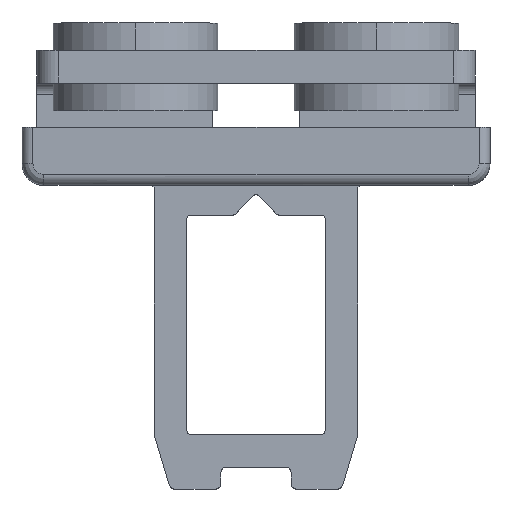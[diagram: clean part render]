
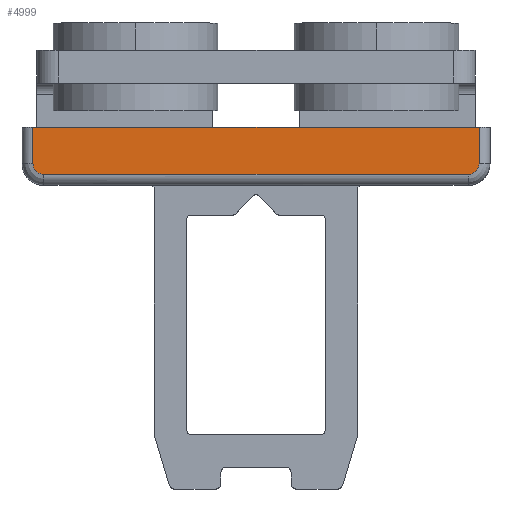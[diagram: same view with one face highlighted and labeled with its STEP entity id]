
A CAD part, top view. The second image highlights one B-rep face of the part: STEP entity #4999.
In plain terms, the highlighted face is planar.
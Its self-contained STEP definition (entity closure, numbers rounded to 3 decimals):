
#37 = DIRECTION ( 'NONE',  ( 0., 0., -1. ) ) ;
#48 = CARTESIAN_POINT ( 'NONE',  ( 2.55, 0., 1. ) ) ;
#53 = DIRECTION ( 'NONE',  ( 0., -1., 0. ) ) ;
#213 = CARTESIAN_POINT ( 'NONE',  ( 2.55, 20.145, 1.39 ) ) ;
#222 = CARTESIAN_POINT ( 'NONE',  ( 2.55, -19.672, 1.051 ) ) ;
#228 = CARTESIAN_POINT ( 'NONE',  ( 2.55, 19.415, 1. ) ) ;
#244 = CARTESIAN_POINT ( 'NONE',  ( 2.55, -20.274, 1.617 ) ) ;
#407 = CARTESIAN_POINT ( 'NONE',  ( 2.55, -20.35, 5.3 ) ) ;
#560 = EDGE_CURVE ( 'NONE', #3403, #4973, #4280, .T. ) ;
#660 = CARTESIAN_POINT ( 'NONE',  ( 2.55, 20.057, 1.293 ) ) ;
#678 = CARTESIAN_POINT ( 'NONE',  ( 2.55, -19.793, 1.101 ) ) ;
#691 = CARTESIAN_POINT ( 'NONE',  ( 2.55, -20.318, 1.741 ) ) ;
#790 = FACE_OUTER_BOUND ( 'NONE', #4137, .T. ) ;
#1001 = VECTOR ( 'NONE', #3369, 1000. ) ;
#1082 = CARTESIAN_POINT ( 'NONE',  ( 2.55, 20.344, 1.869 ) ) ;
#1097 = CARTESIAN_POINT ( 'NONE',  ( 2.55, -19.415, 1. ) ) ;
#1102 = CARTESIAN_POINT ( 'NONE',  ( 2.55, 19.96, 1.205 ) ) ;
#1114 = CARTESIAN_POINT ( 'NONE',  ( 2.55, -19.906, 1.169 ) ) ;
#1133 = CARTESIAN_POINT ( 'NONE',  ( 2.55, -20.344, 1.869 ) ) ;
#1324 = ORIENTED_EDGE ( 'NONE', *, *, #4975, .F. ) ;
#1459 = CARTESIAN_POINT ( 'NONE',  ( 2.55, 20.35, 5.3 ) ) ;
#1520 = CARTESIAN_POINT ( 'NONE',  ( 2.55, 20.331, 1.805 ) ) ;
#1539 = CARTESIAN_POINT ( 'NONE',  ( 2.55, 19.851, 1.132 ) ) ;
#1541 = VECTOR ( 'NONE', #2251, 1000. ) ;
#1542 = CARTESIAN_POINT ( 'NONE',  ( 2.55, 20.35, 2. ) ) ;
#1555 = CARTESIAN_POINT ( 'NONE',  ( 2.55, -20.011, 1.247 ) ) ;
#1578 = CARTESIAN_POINT ( 'NONE',  ( 2.55, -20.35, 2. ) ) ;
#1594 = DIRECTION ( 'NONE',  ( 0., 0., 1. ) ) ;
#1649 = VERTEX_POINT ( 'NONE', #1459 ) ;
#1747 = EDGE_CURVE ( 'NONE', #4741, #4878, #2168, .T. ) ;
#1965 = CARTESIAN_POINT ( 'NONE',  ( 2.55, 20.299, 1.678 ) ) ;
#1978 = CARTESIAN_POINT ( 'NONE',  ( 2.55, -19.35, 1. ) ) ;
#1986 = CARTESIAN_POINT ( 'NONE',  ( 2.55, 19.733, 1.076 ) ) ;
#1997 = CARTESIAN_POINT ( 'NONE',  ( 2.55, -20.103, 1.339 ) ) ;
#2122 = B_SPLINE_CURVE_WITH_KNOTS ( 'NONE', 3,
 ( #1978, #1097, #2415, #5475, #2865, #222, #3308, #678, #3748, #1114, #4181, #1555, #4617, #1997, #5057, #2435, #5491, #2884, #244, #3325, #691, #3772, #1133, #4200, #1578 ),
 .UNSPECIFIED., .F., .F.,
 ( 4, 3, 3, 3, 3, 3, 3, 3, 4 ),
 ( 0., 0.125, 0.25, 0.375, 0.5, 0.625, 0.75, 0.875, 1. ),
 .UNSPECIFIED. ) ;
#2134 = EDGE_CURVE ( 'NONE', #1649, #3403, #4854, .T. ) ;
#2162 = LINE ( 'NONE', #2479, #1001 ) ;
#2168 = B_SPLINE_CURVE_WITH_KNOTS ( 'NONE', 3,
 ( #4147, #3717, #1082, #1520, #4590, #1965, #5021, #2402, #5459, #2852, #213, #3295, #660, #3735, #1102, #4166, #1539, #4605, #1986, #5041, #2421, #5479, #2872, #228, #3311 ),
 .UNSPECIFIED., .F., .F.,
 ( 4, 3, 3, 3, 3, 3, 3, 3, 4 ),
 ( 0., 0.125, 0.25, 0.375, 0.5, 0.625, 0.75, 0.875, 1. ),
 .UNSPECIFIED. ) ;
#2251 = DIRECTION ( 'NONE',  ( 0., 1., 0. ) ) ;
#2402 = CARTESIAN_POINT ( 'NONE',  ( 2.55, 20.249, 1.557 ) ) ;
#2415 = CARTESIAN_POINT ( 'NONE',  ( 2.55, -19.481, 1.006 ) ) ;
#2416 = VECTOR ( 'NONE', #53, 1000. ) ;
#2421 = CARTESIAN_POINT ( 'NONE',  ( 2.55, 19.609, 1.032 ) ) ;
#2435 = CARTESIAN_POINT ( 'NONE',  ( 2.55, -20.181, 1.444 ) ) ;
#2436 = ORIENTED_EDGE ( 'NONE', *, *, #2134, .T. ) ;
#2460 = CARTESIAN_POINT ( 'NONE',  ( 2.55, -20.35, 1. ) ) ;
#2479 = CARTESIAN_POINT ( 'NONE',  ( 2.55, 20.35, 3.15 ) ) ;
#2595 = ORIENTED_EDGE ( 'NONE', *, *, #3128, .F. ) ;
#2661 = ORIENTED_EDGE ( 'NONE', *, *, #1747, .F. ) ;
#2852 = CARTESIAN_POINT ( 'NONE',  ( 2.55, 20.181, 1.444 ) ) ;
#2853 = LINE ( 'NONE', #48, #1541 ) ;
#2865 = CARTESIAN_POINT ( 'NONE',  ( 2.55, -19.609, 1.032 ) ) ;
#2872 = CARTESIAN_POINT ( 'NONE',  ( 2.55, 19.481, 1.006 ) ) ;
#2884 = CARTESIAN_POINT ( 'NONE',  ( 2.55, -20.249, 1.557 ) ) ;
#3053 = CARTESIAN_POINT ( 'NONE',  ( 2.55, -19.35, 1. ) ) ;
#3128 = EDGE_CURVE ( 'NONE', #1649, #4741, #2162, .T. ) ;
#3295 = CARTESIAN_POINT ( 'NONE',  ( 2.55, 20.103, 1.339 ) ) ;
#3308 = CARTESIAN_POINT ( 'NONE',  ( 2.55, -19.733, 1.076 ) ) ;
#3311 = CARTESIAN_POINT ( 'NONE',  ( 2.55, 19.35, 1. ) ) ;
#3325 = CARTESIAN_POINT ( 'NONE',  ( 2.55, -20.299, 1.678 ) ) ;
#3347 = PLANE ( 'NONE',  #3943 ) ;
#3369 = DIRECTION ( 'NONE',  ( 0., 0., -1. ) ) ;
#3403 = VERTEX_POINT ( 'NONE', #407 ) ;
#3552 = CARTESIAN_POINT ( 'NONE',  ( 2.55, -20.35, 3.65 ) ) ;
#3665 = CARTESIAN_POINT ( 'NONE',  ( 2.55, 19.35, 1. ) ) ;
#3717 = CARTESIAN_POINT ( 'NONE',  ( 2.55, 20.35, 1.935 ) ) ;
#3730 = CARTESIAN_POINT ( 'NONE',  ( 2.55, -20.35, 2. ) ) ;
#3735 = CARTESIAN_POINT ( 'NONE',  ( 2.55, 20.011, 1.247 ) ) ;
#3748 = CARTESIAN_POINT ( 'NONE',  ( 2.55, -19.851, 1.132 ) ) ;
#3772 = CARTESIAN_POINT ( 'NONE',  ( 2.55, -20.331, 1.805 ) ) ;
#3943 = AXIS2_PLACEMENT_3D ( 'NONE', #2460, #4213, #1594 ) ;
#4137 = EDGE_LOOP ( 'NONE', ( #5598, #2661, #2595, #2436, #4298, #1324 ) ) ;
#4147 = CARTESIAN_POINT ( 'NONE',  ( 2.55, 20.35, 2. ) ) ;
#4166 = CARTESIAN_POINT ( 'NONE',  ( 2.55, 19.906, 1.169 ) ) ;
#4181 = CARTESIAN_POINT ( 'NONE',  ( 2.55, -19.96, 1.205 ) ) ;
#4200 = CARTESIAN_POINT ( 'NONE',  ( 2.55, -20.35, 1.935 ) ) ;
#4213 = DIRECTION ( 'NONE',  ( -1., 0., 0. ) ) ;
#4280 = LINE ( 'NONE', #3552, #5452 ) ;
#4298 = ORIENTED_EDGE ( 'NONE', *, *, #560, .T. ) ;
#4386 = EDGE_CURVE ( 'NONE', #4714, #4878, #2853, .T. ) ;
#4422 = CARTESIAN_POINT ( 'NONE',  ( 2.55, 0., 5.3 ) ) ;
#4590 = CARTESIAN_POINT ( 'NONE',  ( 2.55, 20.318, 1.741 ) ) ;
#4605 = CARTESIAN_POINT ( 'NONE',  ( 2.55, 19.793, 1.101 ) ) ;
#4617 = CARTESIAN_POINT ( 'NONE',  ( 2.55, -20.057, 1.293 ) ) ;
#4714 = VERTEX_POINT ( 'NONE', #3053 ) ;
#4741 = VERTEX_POINT ( 'NONE', #1542 ) ;
#4854 = LINE ( 'NONE', #4422, #2416 ) ;
#4878 = VERTEX_POINT ( 'NONE', #3665 ) ;
#4973 = VERTEX_POINT ( 'NONE', #3730 ) ;
#4975 = EDGE_CURVE ( 'NONE', #4714, #4973, #2122, .T. ) ;
#4999 = ADVANCED_FACE ( 'NONE', ( #790 ), #3347, .F. ) ;
#5021 = CARTESIAN_POINT ( 'NONE',  ( 2.55, 20.274, 1.617 ) ) ;
#5041 = CARTESIAN_POINT ( 'NONE',  ( 2.55, 19.672, 1.051 ) ) ;
#5057 = CARTESIAN_POINT ( 'NONE',  ( 2.55, -20.145, 1.39 ) ) ;
#5452 = VECTOR ( 'NONE', #37, 1000. ) ;
#5459 = CARTESIAN_POINT ( 'NONE',  ( 2.55, 20.218, 1.499 ) ) ;
#5475 = CARTESIAN_POINT ( 'NONE',  ( 2.55, -19.545, 1.019 ) ) ;
#5479 = CARTESIAN_POINT ( 'NONE',  ( 2.55, 19.545, 1.019 ) ) ;
#5491 = CARTESIAN_POINT ( 'NONE',  ( 2.55, -20.218, 1.499 ) ) ;
#5598 = ORIENTED_EDGE ( 'NONE', *, *, #4386, .T. ) ;
